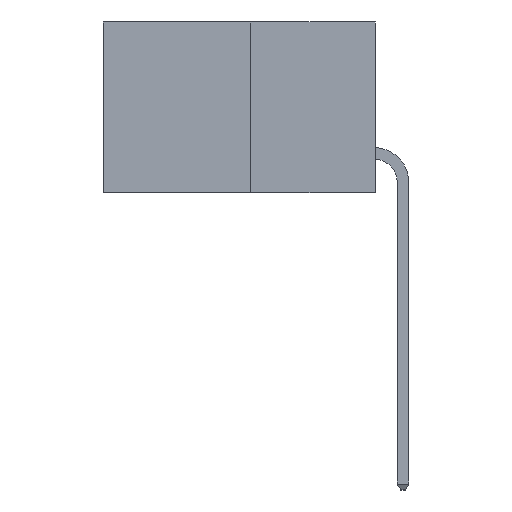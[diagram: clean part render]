
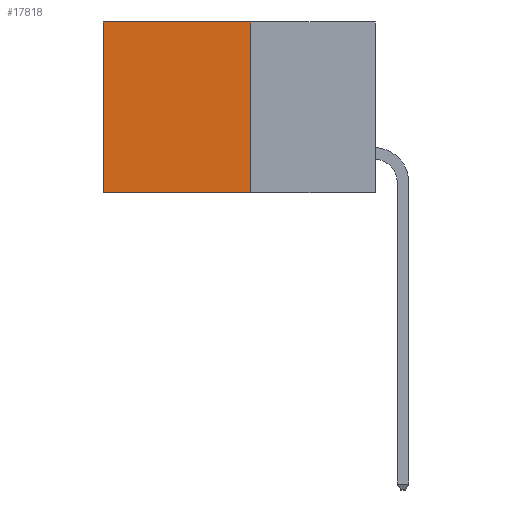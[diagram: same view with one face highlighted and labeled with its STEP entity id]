
A CAD part, left-side view. The second image highlights one B-rep face of the part: STEP entity #17818.
In plain terms, the highlighted planar face has unit normal (-1, 0, 0).
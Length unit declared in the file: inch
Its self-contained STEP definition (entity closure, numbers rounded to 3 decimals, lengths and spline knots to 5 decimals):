
#226 = LINE ( 'NONE', #6916, #10456 ) ;
#1176 = VECTOR ( 'NONE', #12922, 39.37008 ) ;
#1376 = CARTESIAN_POINT ( 'NONE',  ( 0.277, 0.59, -0.37 ) ) ;
#3651 = VERTEX_POINT ( 'NONE', #1376 ) ;
#4297 = VERTEX_POINT ( 'NONE', #23889 ) ;
#4398 = VECTOR ( 'NONE', #23309, 39.37008 ) ;
#6413 = EDGE_CURVE ( 'NONE', #15149, #3651, #226, .T. ) ;
#6523 = CARTESIAN_POINT ( 'NONE',  ( 0.277, 0.27, -0.37 ) ) ;
#6600 = PLANE ( 'NONE',  #14914 ) ;
#6916 = CARTESIAN_POINT ( 'NONE',  ( 0.277, 0.59, -0.37 ) ) ;
#7518 = VECTOR ( 'NONE', #19551, 39.37008 ) ;
#8512 = CARTESIAN_POINT ( 'NONE',  ( 0.277, 0.27, -0.37 ) ) ;
#10456 = VECTOR ( 'NONE', #23515, 39.37008 ) ;
#11045 = CARTESIAN_POINT ( 'NONE',  ( 0.277, 0.27, -0.37 ) ) ;
#11641 = EDGE_LOOP ( 'NONE', ( #18860, #19299, #18975, #18995 ) ) ;
#12278 = DIRECTION ( 'NONE',  ( 0., 0., -1. ) ) ;
#12309 = CARTESIAN_POINT ( 'NONE',  ( 0.277, 0.27, 0. ) ) ;
#12922 = DIRECTION ( 'NONE',  ( 0., 0., -1. ) ) ;
#14051 = VERTEX_POINT ( 'NONE', #18483 ) ;
#14914 = AXIS2_PLACEMENT_3D ( 'NONE', #8512, #23198, #12278 ) ;
#15149 = VERTEX_POINT ( 'NONE', #21909 ) ;
#15296 = FACE_OUTER_BOUND ( 'NONE', #11641, .T. ) ;
#16315 = LINE ( 'NONE', #11045, #1176 ) ;
#17221 = EDGE_CURVE ( 'NONE', #4297, #15149, #19326, .T. ) ;
#17818 = ADVANCED_FACE ( 'NONE', ( #15296 ), #6600, .F. ) ;
#18483 = CARTESIAN_POINT ( 'NONE',  ( 0.277, 0.27, -0.37 ) ) ;
#18860 = ORIENTED_EDGE ( 'NONE', *, *, #6413, .T. ) ;
#18900 = EDGE_CURVE ( 'NONE', #14051, #3651, #21695, .T. ) ;
#18975 = ORIENTED_EDGE ( 'NONE', *, *, #19160, .F. ) ;
#18995 = ORIENTED_EDGE ( 'NONE', *, *, #17221, .T. ) ;
#19160 = EDGE_CURVE ( 'NONE', #4297, #14051, #16315, .T. ) ;
#19299 = ORIENTED_EDGE ( 'NONE', *, *, #18900, .F. ) ;
#19326 = LINE ( 'NONE', #12309, #4398 ) ;
#19551 = DIRECTION ( 'NONE',  ( 0., 1., 0. ) ) ;
#21695 = LINE ( 'NONE', #6523, #7518 ) ;
#21909 = CARTESIAN_POINT ( 'NONE',  ( 0.277, 0.59, 0. ) ) ;
#23198 = DIRECTION ( 'NONE',  ( 1., 0., 0. ) ) ;
#23309 = DIRECTION ( 'NONE',  ( 0., 1., 0. ) ) ;
#23515 = DIRECTION ( 'NONE',  ( 0., 0., -1. ) ) ;
#23889 = CARTESIAN_POINT ( 'NONE',  ( 0.277, 0.27, 0. ) ) ;
